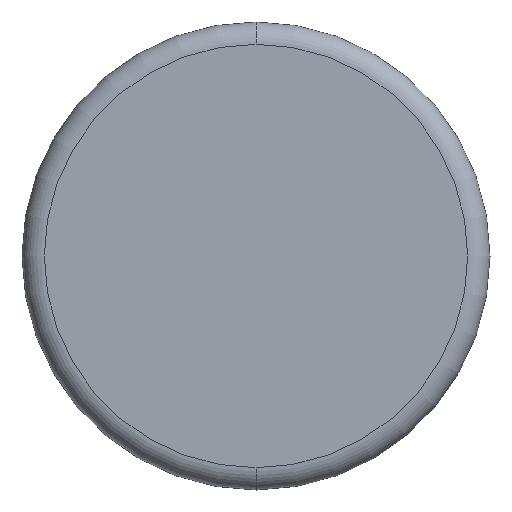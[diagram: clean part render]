
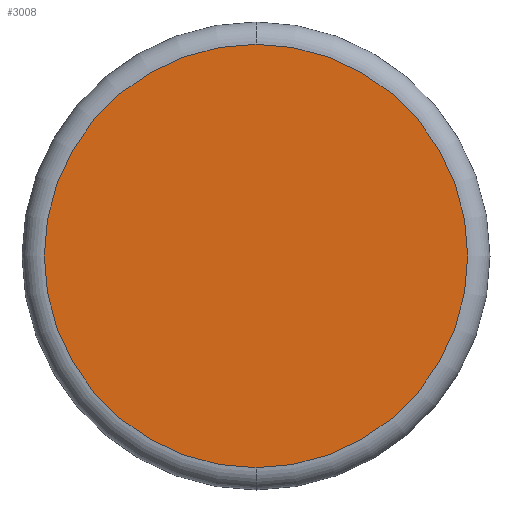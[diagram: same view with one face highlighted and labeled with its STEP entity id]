
A CAD part, front view. The second image highlights one B-rep face of the part: STEP entity #3008.
In plain terms, the highlighted planar face has unit normal (0, -1, 0).
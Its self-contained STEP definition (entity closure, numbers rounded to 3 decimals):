
#98 = CIRCLE ( 'NONE', #6930, 475. ) ;
#372 = AXIS2_PLACEMENT_3D ( 'NONE', #3832, #4378, #4988 ) ;
#1414 = EDGE_CURVE ( 'NONE', #2557, #6740, #5823, .T. ) ;
#1469 = ORIENTED_EDGE ( 'NONE', *, *, #1414, .F. ) ;
#1759 = FACE_OUTER_BOUND ( 'NONE', #6598, .T. ) ;
#2343 = PLANE ( 'NONE',  #4877 ) ;
#2366 = ORIENTED_EDGE ( 'NONE', *, *, #6603, .F. ) ;
#2557 = VERTEX_POINT ( 'NONE', #2589 ) ;
#2589 = CARTESIAN_POINT ( 'NONE',  ( 0., 0., -475. ) ) ;
#2922 = DIRECTION ( 'NONE',  ( 0., 1., 0. ) ) ;
#3004 = CARTESIAN_POINT ( 'NONE',  ( 0., 0., 0. ) ) ;
#3008 = ADVANCED_FACE ( 'NONE', ( #1759 ), #2343, .F. ) ;
#3832 = CARTESIAN_POINT ( 'NONE',  ( 0., 0., 0. ) ) ;
#4378 = DIRECTION ( 'NONE',  ( 0., 1., 0. ) ) ;
#4712 = DIRECTION ( 'NONE',  ( 0., 1., 0. ) ) ;
#4877 = AXIS2_PLACEMENT_3D ( 'NONE', #5753, #2922, #6189 ) ;
#4988 = DIRECTION ( 'NONE',  ( 0., 0., 1. ) ) ;
#5217 = DIRECTION ( 'NONE',  ( 0., 0., 1. ) ) ;
#5753 = CARTESIAN_POINT ( 'NONE',  ( 0., 0., 0. ) ) ;
#5823 = CIRCLE ( 'NONE', #372, 475. ) ;
#5980 = CARTESIAN_POINT ( 'NONE',  ( 0., 0., 475. ) ) ;
#6189 = DIRECTION ( 'NONE',  ( 0., 0., 1. ) ) ;
#6598 = EDGE_LOOP ( 'NONE', ( #2366, #1469 ) ) ;
#6603 = EDGE_CURVE ( 'NONE', #6740, #2557, #98, .T. ) ;
#6740 = VERTEX_POINT ( 'NONE', #5980 ) ;
#6930 = AXIS2_PLACEMENT_3D ( 'NONE', #3004, #4712, #5217 ) ;
